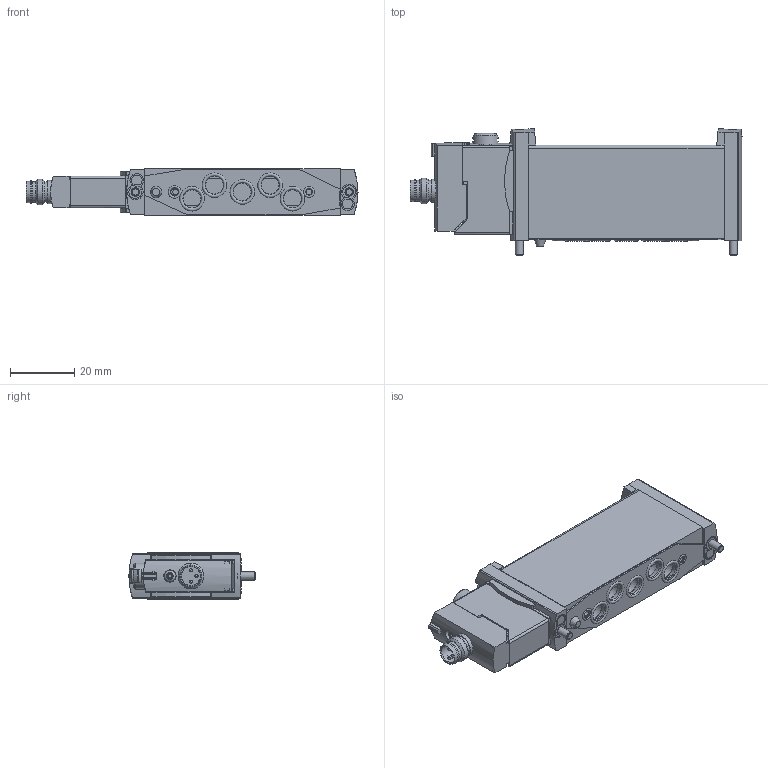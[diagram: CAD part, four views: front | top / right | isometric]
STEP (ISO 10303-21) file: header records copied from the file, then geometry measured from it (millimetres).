
FILE_DESCRIPTION(/* description */ ('STEP AP214'),/* implementation_level */ '2;1');
FILE_NAME(/* name */ '578158_VUVG-B14-M52-MZT-F-1R8L',/* time_stamp */ '2024-09-17T12:33:03+02:00',/* author */ ('License CC BY-ND 4.0'),/* organization */ ('CADENAS'),/* preprocessor_version */ 'ST-DEVELOPER v19.3',/* originating_system */ 'PARTsolutions',/* authorisation */ ' ');
FILE_SCHEMA (('AUTOMOTIVE_DESIGN {1 0 10303 214 3 1 1}'));
Length unit declared in the file: millimetre
Products named in the file (5): 578158 VUVG-B14-M52-MZT-F-1R8L; 564212 VUVG-B-14-M52-MZT-F--1R8--L-----(G); 8086665 M2.5X37-10.9-Z; 1057939 VABD-L1-14B-S-G18---(DR); 573919 VAVE-L1-1VR8-LP
Assembly tree (5 placements, depth 2):
  578158 VUVG-B14-M52-MZT-F-1R8L
    564212 VUVG-B-14-M52-MZT-F--1R8--L-----(G)
    8086665 M2.5X37-10.9-Z  x2
    1057939 VABD-L1-14B-S-G18---(DR)
    573919 VAVE-L1-1VR8-LP
Bounding box: 103.25 x 39.2 x 14.4 mm (x, y, z)
Volume: 36097.7 mm3; surface area: 14881.9 mm2
Topology: 5 solids, 5 shells, 679 faces, 1771 edges, 1157 vertices
Faces by surface type: plane 434, cylinder 173, cone 39, torus 25, sphere 8
Full cylindrical faces by diameter (mm): 1 x3, 1.4 x2, 1.6 x2, 1.8 x3, 2 x1, 2.2 x2, 2.3 x1, 2.5 x2, 2.6 x2, 2.9 x1, 3.6 x1, 3.8 x2, 3.9 x1, 5.8 x1, 6.5 x7, 6.9 x1, 7.2 x1, 7.6 x5, 7.7 x5, 8 x1, 8.1 x1
Entity records: 21191 total; most frequent: CARTESIAN_POINT 3532, DIRECTION 3358, ORIENTED_EDGE 3162, EDGE_CURVE 1581, AXIS2_PLACEMENT_3D 1167, VERTEX_POINT 1082, LINE 1024, VECTOR 1024
